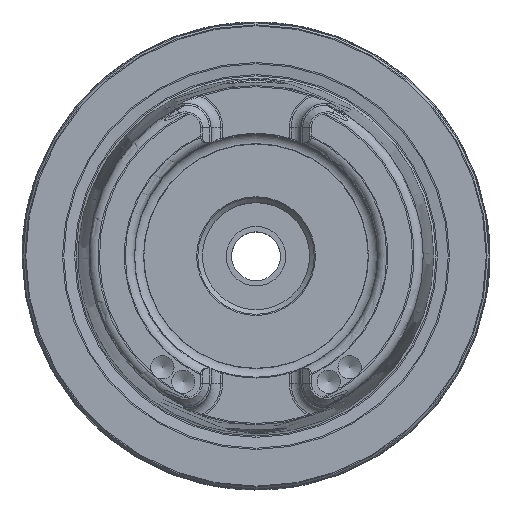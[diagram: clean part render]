
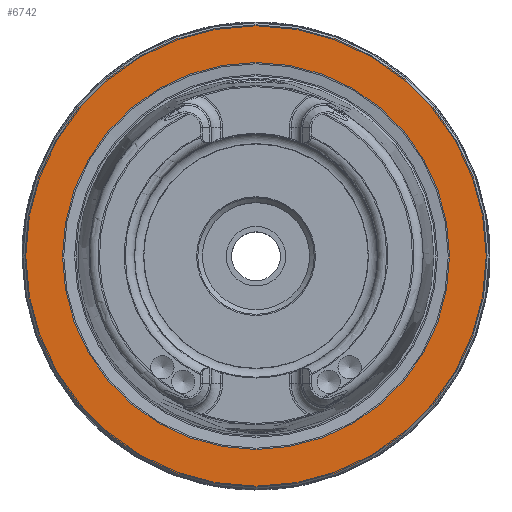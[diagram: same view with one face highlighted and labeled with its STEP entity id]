
A CAD part, top view. The second image highlights one B-rep face of the part: STEP entity #6742.
In plain terms, the highlighted planar face has unit normal (0, 0, 1).
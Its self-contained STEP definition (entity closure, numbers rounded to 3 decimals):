
#747=PLANE('',#7265);
#1628=ORIENTED_EDGE('',*,*,#2530,.T.);
#1629=ORIENTED_EDGE('',*,*,#2529,.F.);
#2529=EDGE_CURVE('',#3047,#3047,#3337,.T.);
#2530=EDGE_CURVE('',#3048,#3048,#3338,.T.);
#3047=VERTEX_POINT('',#10638);
#3048=VERTEX_POINT('',#10641);
#3337=CIRCLE('',#7264,33.201);
#3338=CIRCLE('',#7266,39.65);
#3688=EDGE_LOOP('',(#1628));
#3689=EDGE_LOOP('',(#1629));
#4144=FACE_BOUND('',#3688,.T.);
#4145=FACE_BOUND('',#3689,.T.);
#6742=ADVANCED_FACE('',(#4144,#4145),#747,.T.);
#7264=AXIS2_PLACEMENT_3D('',#10637,#8380,#8381);
#7265=AXIS2_PLACEMENT_3D('',#10639,#8382,#8383);
#7266=AXIS2_PLACEMENT_3D('',#10640,#8384,#8385);
#8380=DIRECTION('',(0.,0.,1.));
#8381=DIRECTION('',(1.,0.,0.));
#8382=DIRECTION('',(0.,0.,1.));
#8383=DIRECTION('',(1.,0.,0.));
#8384=DIRECTION('',(0.,0.,1.));
#8385=DIRECTION('',(1.,0.,0.));
#10637=CARTESIAN_POINT('',(0.,0.,0.2));
#10638=CARTESIAN_POINT('',(33.201,0.,0.2));
#10639=CARTESIAN_POINT('',(33.201,0.,0.2));
#10640=CARTESIAN_POINT('',(0.,0.,0.2));
#10641=CARTESIAN_POINT('',(39.65,0.,0.2));
